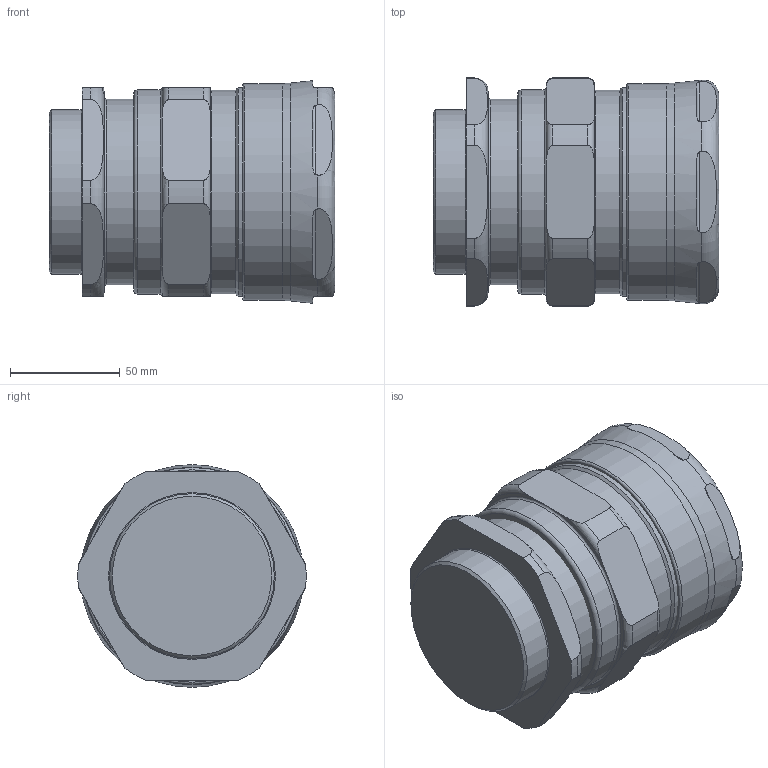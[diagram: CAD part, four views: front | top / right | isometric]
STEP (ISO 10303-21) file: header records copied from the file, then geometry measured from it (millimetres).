
FILE_DESCRIPTION(/* description */ (''),/* implementation_level */ '2;1');
FILE_NAME(/* name */ '501_453_RAC_X F.stp',/* time_stamp */ '2019-08-02T16:29:41+06:00',/* author */ ('vinaykumark'),/* organization */ (''),/* preprocessor_version */ 'ST-DEVELOPER v16.13',/* originating_system */ 'Autodesk Inventor 2018',/* authorisation */ '');
FILE_SCHEMA (('AUTOMOTIVE_DESIGN { 1 0 10303 214 3 1 1 }'));
Length unit declared in the file: millimetre
Products named in the file (1): 501_453_RAC_X A
Bounding box: 130.12 x 103.94 x 101.43 mm (x, y, z)
Volume: 1321157.4 mm3; surface area: 187026.8 mm2
Topology: 9 solids, 9 shells, 556 faces, 1436 edges, 923 vertices
Faces by surface type: torus 174, cylinder 140, plane 121, cone 119, sphere 2
Full cylindrical faces by diameter (mm): 1.4 x6, 68.3 x1, 75 x1, 77.55 x1, 78 x1, 78.25 x2, 83 x1, 83.4 x1, 84.1 x3, 84.4 x1, 85 x1, 86.946 x1, 92.52 x1, 92.7 x1, 93 x2, 95 x1, 98.8 x1
Entity records: 20070 total; most frequent: CARTESIAN_POINT 6784, DIRECTION 2662, ORIENTED_EDGE 2616, EDGE_CURVE 1308, AXIS2_PLACEMENT_3D 1181, VERTEX_POINT 911, EDGE_LOOP 699, ADVANCED_FACE 556
